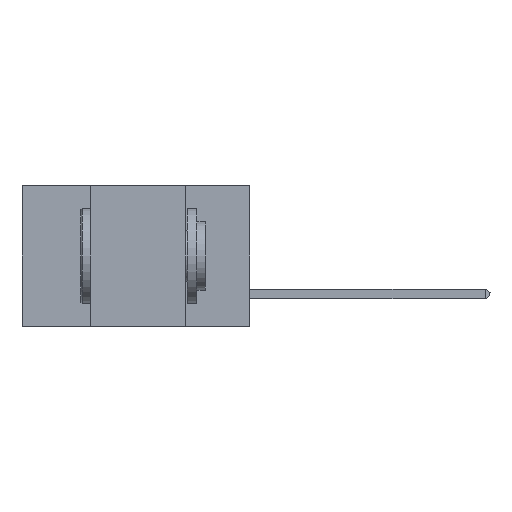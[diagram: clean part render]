
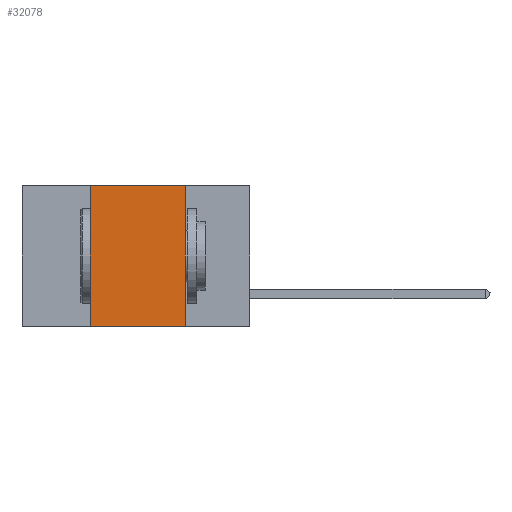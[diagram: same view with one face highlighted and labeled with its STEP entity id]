
A CAD part, left-side view. The second image highlights one B-rep face of the part: STEP entity #32078.
In plain terms, the highlighted planar face has unit normal (-1, 0, 0).
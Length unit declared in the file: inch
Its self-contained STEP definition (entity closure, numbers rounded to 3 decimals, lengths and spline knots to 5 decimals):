
#617 = VERTEX_POINT ( 'NONE', #19623 ) ;
#2840 = VECTOR ( 'NONE', #38505, 39.37008 ) ;
#3082 = CARTESIAN_POINT ( 'NONE',  ( 0., 0.6, -0.37 ) ) ;
#5614 = VERTEX_POINT ( 'NONE', #25483 ) ;
#6550 = VERTEX_POINT ( 'NONE', #16054 ) ;
#7840 = AXIS2_PLACEMENT_3D ( 'NONE', #9449, #10028, #33214 ) ;
#8052 = CARTESIAN_POINT ( 'NONE',  ( 0., 0.6, 0. ) ) ;
#9449 = CARTESIAN_POINT ( 'NONE',  ( 0., 0.6, 0. ) ) ;
#10028 = DIRECTION ( 'NONE',  ( 1., 0., 0. ) ) ;
#11625 = EDGE_CURVE ( 'NONE', #24221, #6550, #28411, .T. ) ;
#11664 = LINE ( 'NONE', #31913, #2840 ) ;
#12147 = ORIENTED_EDGE ( 'NONE', *, *, #15533, .T. ) ;
#13523 = LINE ( 'NONE', #8052, #14583 ) ;
#14583 = VECTOR ( 'NONE', #29212, 39.37008 ) ;
#15364 = CARTESIAN_POINT ( 'NONE',  ( 0., 0.17, 0. ) ) ;
#15533 = EDGE_CURVE ( 'NONE', #5614, #6550, #31081, .T. ) ;
#16054 = CARTESIAN_POINT ( 'NONE',  ( 0., 0.17, -0.37 ) ) ;
#17544 = VECTOR ( 'NONE', #18561, 39.37008 ) ;
#18561 = DIRECTION ( 'NONE',  ( 0., 0., -1. ) ) ;
#19623 = CARTESIAN_POINT ( 'NONE',  ( 0., 0.42, 0. ) ) ;
#19800 = DIRECTION ( 'NONE',  ( 0., -1., 0. ) ) ;
#19929 = PLANE ( 'NONE',  #7840 ) ;
#22756 = ORIENTED_EDGE ( 'NONE', *, *, #37250, .F. ) ;
#24221 = VERTEX_POINT ( 'NONE', #41493 ) ;
#25483 = CARTESIAN_POINT ( 'NONE',  ( 0., 0.42, -0.37 ) ) ;
#28411 = LINE ( 'NONE', #15364, #17544 ) ;
#29212 = DIRECTION ( 'NONE',  ( 0., -1., 0. ) ) ;
#29684 = EDGE_CURVE ( 'NONE', #5614, #617, #11664, .T. ) ;
#30501 = EDGE_LOOP ( 'NONE', ( #33060, #22756, #32285, #12147 ) ) ;
#31081 = LINE ( 'NONE', #3082, #41891 ) ;
#31913 = CARTESIAN_POINT ( 'NONE',  ( 0., 0.42, 0. ) ) ;
#32078 = ADVANCED_FACE ( 'NONE', ( #37338 ), #19929, .F. ) ;
#32285 = ORIENTED_EDGE ( 'NONE', *, *, #29684, .F. ) ;
#33060 = ORIENTED_EDGE ( 'NONE', *, *, #11625, .F. ) ;
#33214 = DIRECTION ( 'NONE',  ( 0., 0., -1. ) ) ;
#37250 = EDGE_CURVE ( 'NONE', #617, #24221, #13523, .T. ) ;
#37338 = FACE_OUTER_BOUND ( 'NONE', #30501, .T. ) ;
#38505 = DIRECTION ( 'NONE',  ( 0., 0., 1. ) ) ;
#41493 = CARTESIAN_POINT ( 'NONE',  ( 0., 0.17, 0. ) ) ;
#41891 = VECTOR ( 'NONE', #19800, 39.37008 ) ;
